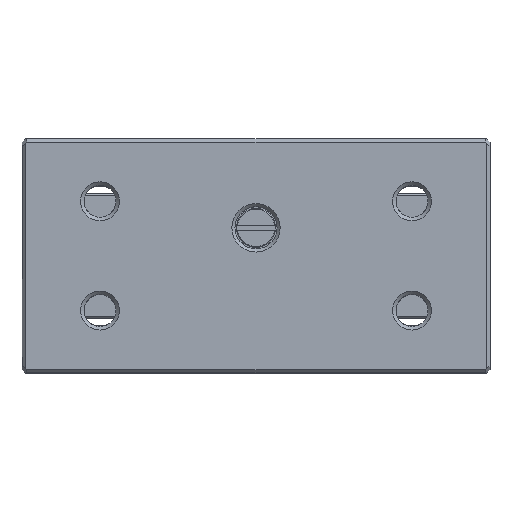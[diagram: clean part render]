
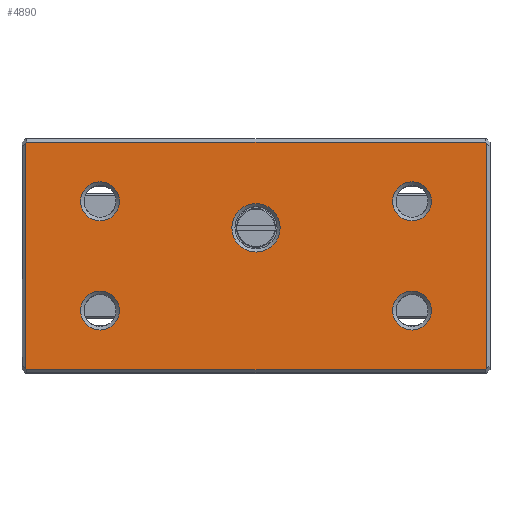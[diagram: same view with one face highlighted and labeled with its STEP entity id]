
A CAD part, top view. The second image highlights one B-rep face of the part: STEP entity #4890.
In plain terms, the highlighted planar face has unit normal (0, 0, 1).
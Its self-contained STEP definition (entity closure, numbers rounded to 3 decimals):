
#4331=FACE_BOUND('',#6907,.T.);
#4332=FACE_BOUND('',#6908,.T.);
#4333=FACE_BOUND('',#6909,.T.);
#4334=FACE_BOUND('',#6910,.T.);
#4335=FACE_BOUND('',#6911,.T.);
#4336=FACE_BOUND('',#6912,.T.);
#4890=ADVANCED_FACE('',(#4331,#4332,#4333,#4334,#4335,#4336),#5605,.F.);
#5605=PLANE('',#17724);
#6907=EDGE_LOOP('',(#8542));
#6908=EDGE_LOOP('',(#8543));
#6909=EDGE_LOOP('',(#8544));
#6910=EDGE_LOOP('',(#8545));
#6911=EDGE_LOOP('',(#8546));
#6912=EDGE_LOOP('',(#8547,#8548,#8549,#8550,#8551,#8552,#8553,#8554));
#7631=CIRCLE('',#17719,1.55);
#7632=CIRCLE('',#17720,1.25);
#7633=CIRCLE('',#17721,1.25);
#7634=CIRCLE('',#17722,1.25);
#7635=CIRCLE('',#17723,1.25);
#8542=ORIENTED_EDGE('',*,*,#13457,.T.);
#8543=ORIENTED_EDGE('',*,*,#13458,.T.);
#8544=ORIENTED_EDGE('',*,*,#13459,.T.);
#8545=ORIENTED_EDGE('',*,*,#13460,.T.);
#8546=ORIENTED_EDGE('',*,*,#13461,.T.);
#8547=ORIENTED_EDGE('',*,*,#13462,.T.);
#8548=ORIENTED_EDGE('',*,*,#13463,.T.);
#8549=ORIENTED_EDGE('',*,*,#13464,.T.);
#8550=ORIENTED_EDGE('',*,*,#13465,.T.);
#8551=ORIENTED_EDGE('',*,*,#13466,.T.);
#8552=ORIENTED_EDGE('',*,*,#13467,.T.);
#8553=ORIENTED_EDGE('',*,*,#13468,.T.);
#8554=ORIENTED_EDGE('',*,*,#13469,.T.);
#12123=VERTEX_POINT('',#22897);
#12124=VERTEX_POINT('',#22899);
#12125=VERTEX_POINT('',#22901);
#12126=VERTEX_POINT('',#22903);
#12127=VERTEX_POINT('',#22905);
#12128=VERTEX_POINT('',#22907);
#12129=VERTEX_POINT('',#22908);
#12130=VERTEX_POINT('',#22910);
#12131=VERTEX_POINT('',#22912);
#12132=VERTEX_POINT('',#22914);
#12133=VERTEX_POINT('',#22916);
#12134=VERTEX_POINT('',#22918);
#12135=VERTEX_POINT('',#22920);
#13457=EDGE_CURVE('',#12123,#12123,#7631,.T.);
#13458=EDGE_CURVE('',#12124,#12124,#7632,.T.);
#13459=EDGE_CURVE('',#12125,#12125,#7633,.T.);
#13460=EDGE_CURVE('',#12126,#12126,#7634,.T.);
#13461=EDGE_CURVE('',#12127,#12127,#7635,.T.);
#13462=EDGE_CURVE('',#12128,#12129,#15155,.T.);
#13463=EDGE_CURVE('',#12129,#12130,#15156,.T.);
#13464=EDGE_CURVE('',#12130,#12131,#15157,.T.);
#13465=EDGE_CURVE('',#12131,#12132,#15158,.T.);
#13466=EDGE_CURVE('',#12132,#12133,#15159,.T.);
#13467=EDGE_CURVE('',#12133,#12134,#15160,.T.);
#13468=EDGE_CURVE('',#12134,#12135,#15161,.T.);
#13469=EDGE_CURVE('',#12135,#12128,#15162,.T.);
#15155=LINE('',#22906,#16615);
#15156=LINE('',#22909,#16616);
#15157=LINE('',#22911,#16617);
#15158=LINE('',#22913,#16618);
#15159=LINE('',#22915,#16619);
#15160=LINE('',#22917,#16620);
#15161=LINE('',#22919,#16621);
#15162=LINE('',#22921,#16622);
#16615=VECTOR('',#19012,1.);
#16616=VECTOR('',#19013,1.);
#16617=VECTOR('',#19014,1.);
#16618=VECTOR('',#19015,1.);
#16619=VECTOR('',#19016,1.);
#16620=VECTOR('',#19017,1.);
#16621=VECTOR('',#19018,1.);
#16622=VECTOR('',#19019,1.);
#17719=AXIS2_PLACEMENT_3D('',#22896,#19002,#19003);
#17720=AXIS2_PLACEMENT_3D('',#22898,#19004,#19005);
#17721=AXIS2_PLACEMENT_3D('',#22900,#19006,#19007);
#17722=AXIS2_PLACEMENT_3D('',#22902,#19008,#19009);
#17723=AXIS2_PLACEMENT_3D('',#22904,#19010,#19011);
#17724=AXIS2_PLACEMENT_3D('',#22922,#19020,#19021);
#19002=DIRECTION('',(0.,0.,-1.));
#19003=DIRECTION('',(-1.,0.,0.));
#19004=DIRECTION('',(0.,0.,-1.));
#19005=DIRECTION('',(-1.,0.,0.));
#19006=DIRECTION('',(0.,0.,-1.));
#19007=DIRECTION('',(-1.,0.,0.));
#19008=DIRECTION('',(0.,0.,-1.));
#19009=DIRECTION('',(-1.,0.,0.));
#19010=DIRECTION('',(0.,0.,-1.));
#19011=DIRECTION('',(-1.,0.,0.));
#19012=DIRECTION('',(-0.577,-0.816,0.));
#19013=DIRECTION('',(0.,-1.,0.));
#19014=DIRECTION('',(0.577,-0.816,0.));
#19015=DIRECTION('',(1.,0.,0.));
#19016=DIRECTION('',(0.577,0.816,0.));
#19017=DIRECTION('',(0.,1.,0.));
#19018=DIRECTION('',(-0.577,0.816,0.));
#19019=DIRECTION('',(-1.,0.,0.));
#19020=DIRECTION('',(0.,0.,-1.));
#19021=DIRECTION('',(1.,0.,0.));
#22896=CARTESIAN_POINT('',(0.,1.8,8.));
#22897=CARTESIAN_POINT('',(-1.55,1.8,8.));
#22898=CARTESIAN_POINT('',(10.,3.5,8.));
#22899=CARTESIAN_POINT('',(8.75,3.5,8.));
#22900=CARTESIAN_POINT('',(10.,-3.5,8.));
#22901=CARTESIAN_POINT('',(8.75,-3.5,8.));
#22902=CARTESIAN_POINT('',(-10.,3.5,8.));
#22903=CARTESIAN_POINT('',(-11.25,3.5,8.));
#22904=CARTESIAN_POINT('',(-10.,-3.5,8.));
#22905=CARTESIAN_POINT('',(-11.25,-3.5,8.));
#22906=CARTESIAN_POINT('',(-14.735,7.25,8.));
#22907=CARTESIAN_POINT('',(-14.7,7.3,8.));
#22908=CARTESIAN_POINT('',(-14.8,7.159,8.));
#22909=CARTESIAN_POINT('',(-14.8,7.5,8.));
#22910=CARTESIAN_POINT('',(-14.8,-7.159,8.));
#22911=CARTESIAN_POINT('',(-14.735,-7.25,8.));
#22912=CARTESIAN_POINT('',(-14.7,-7.3,8.));
#22913=CARTESIAN_POINT('',(15.,-7.3,8.));
#22914=CARTESIAN_POINT('',(14.7,-7.3,8.));
#22915=CARTESIAN_POINT('',(14.735,-7.25,8.));
#22916=CARTESIAN_POINT('',(14.8,-7.159,8.));
#22917=CARTESIAN_POINT('',(14.8,6.876,8.));
#22918=CARTESIAN_POINT('',(14.8,7.159,8.));
#22919=CARTESIAN_POINT('',(14.735,7.25,8.));
#22920=CARTESIAN_POINT('',(14.7,7.3,8.));
#22921=CARTESIAN_POINT('',(15.,7.3,8.));
#22922=CARTESIAN_POINT('',(15.,7.5,8.));
